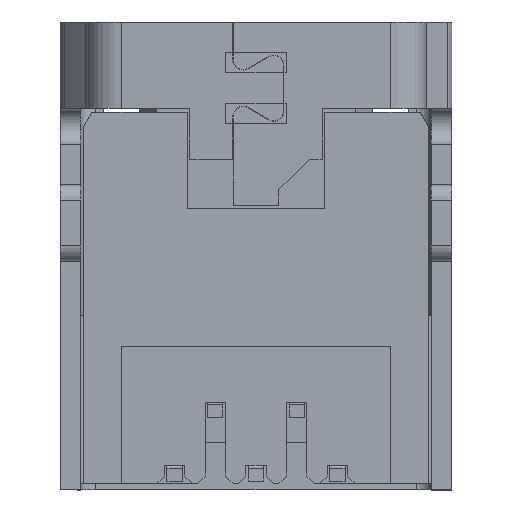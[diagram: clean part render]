
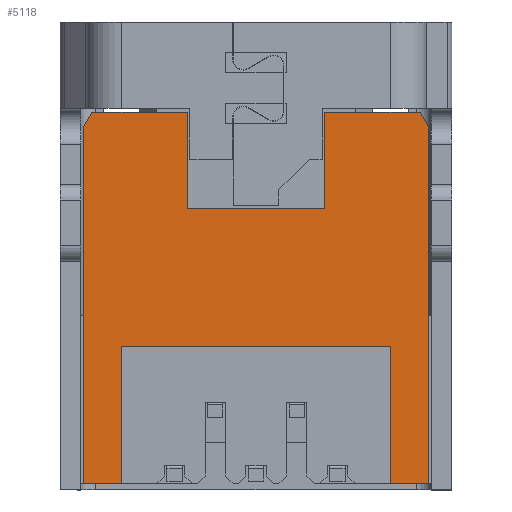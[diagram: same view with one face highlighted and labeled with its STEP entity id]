
A CAD part, front view. The second image highlights one B-rep face of the part: STEP entity #5118.
In plain terms, the highlighted face is planar.
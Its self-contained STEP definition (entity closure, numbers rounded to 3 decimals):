
#124 = VERTEX_POINT ( 'NONE', #5030 ) ;
#170 = ORIENTED_EDGE ( 'NONE', *, *, #2744, .T. ) ;
#462 = ORIENTED_EDGE ( 'NONE', *, *, #4765, .T. ) ;
#797 = VECTOR ( 'NONE', #22072, 1000. ) ;
#1945 = CARTESIAN_POINT ( 'NONE',  ( 6., -7.25, 1.85 ) ) ;
#2130 = CARTESIAN_POINT ( 'NONE',  ( 1.35, -5.35, 1.85 ) ) ;
#2744 = EDGE_CURVE ( 'NONE', #16187, #14655, #6704, .T. ) ;
#2879 = LINE ( 'NONE', #10812, #23225 ) ;
#3004 = VERTEX_POINT ( 'NONE', #22939 ) ;
#3074 = CARTESIAN_POINT ( 'NONE',  ( 3.227, -7.25, 1.85 ) ) ;
#3296 = EDGE_CURVE ( 'NONE', #14655, #19482, #16285, .T. ) ;
#3582 = CARTESIAN_POINT ( 'NONE',  ( 3.227, -7.25, 1.85 ) ) ;
#3721 = VERTEX_POINT ( 'NONE', #8485 ) ;
#3763 = EDGE_CURVE ( 'NONE', #3004, #25810, #16890, .T. ) ;
#4008 = CARTESIAN_POINT ( 'NONE',  ( -3.4, 0.05, 1.85 ) ) ;
#4431 = VECTOR ( 'NONE', #22040, 1000. ) ;
#4765 = EDGE_CURVE ( 'NONE', #14376, #10257, #18533, .T. ) ;
#5030 = CARTESIAN_POINT ( 'NONE',  ( -3.227, -7.25, 1.85 ) ) ;
#5118 = ADVANCED_FACE ( 'NONE', ( #22043 ), #18395, .T. ) ;
#5136 = CARTESIAN_POINT ( 'NONE',  ( 6., -2.65, 1.85 ) ) ;
#5155 = VECTOR ( 'NONE', #11545, 1000. ) ;
#5223 = EDGE_CURVE ( 'NONE', #18253, #16160, #24985, .T. ) ;
#5435 = CARTESIAN_POINT ( 'NONE',  ( -2.65, 0.05, 1.85 ) ) ;
#5534 = CARTESIAN_POINT ( 'NONE',  ( -1.35, -7.25, 1.85 ) ) ;
#5719 = EDGE_CURVE ( 'NONE', #16187, #3721, #13813, .T. ) ;
#6179 = DIRECTION ( 'NONE',  ( 0., 1., 0. ) ) ;
#6554 = LINE ( 'NONE', #1945, #10521 ) ;
#6703 = LINE ( 'NONE', #20833, #17586 ) ;
#6704 = LINE ( 'NONE', #7278, #4431 ) ;
#7208 = VECTOR ( 'NONE', #24071, 1000. ) ;
#7278 = CARTESIAN_POINT ( 'NONE',  ( 6., -7.25, 1.85 ) ) ;
#8239 = DIRECTION ( 'NONE',  ( -1., 0., 0. ) ) ;
#8344 = AXIS2_PLACEMENT_3D ( 'NONE', #22456, #14259, #22718 ) ;
#8485 = CARTESIAN_POINT ( 'NONE',  ( 3.4, -6.95, 1.85 ) ) ;
#8877 = VECTOR ( 'NONE', #14819, 1000. ) ;
#9432 = VECTOR ( 'NONE', #21726, 1000. ) ;
#10257 = VERTEX_POINT ( 'NONE', #13084 ) ;
#10521 = VECTOR ( 'NONE', #23069, 1000. ) ;
#10812 = CARTESIAN_POINT ( 'NONE',  ( 2.65, -7.25, 1.85 ) ) ;
#10891 = LINE ( 'NONE', #12142, #21693 ) ;
#11545 = DIRECTION ( 'NONE',  ( -1., 0., 0. ) ) ;
#11908 = CARTESIAN_POINT ( 'NONE',  ( -1.35, -5.35, 1.85 ) ) ;
#12142 = CARTESIAN_POINT ( 'NONE',  ( 3.4, -7.25, 1.85 ) ) ;
#12251 = ORIENTED_EDGE ( 'NONE', *, *, #13323, .F. ) ;
#12282 = VECTOR ( 'NONE', #26647, 1000. ) ;
#12485 = DIRECTION ( 'NONE',  ( 0., 1., 0. ) ) ;
#12825 = CARTESIAN_POINT ( 'NONE',  ( -2.65, -7.25, 1.85 ) ) ;
#12974 = ORIENTED_EDGE ( 'NONE', *, *, #3763, .T. ) ;
#13084 = CARTESIAN_POINT ( 'NONE',  ( -1.35, -7.25, 1.85 ) ) ;
#13323 = EDGE_CURVE ( 'NONE', #22859, #27053, #6703, .T. ) ;
#13708 = EDGE_CURVE ( 'NONE', #16005, #25810, #22074, .T. ) ;
#13813 = LINE ( 'NONE', #3074, #7208 ) ;
#14103 = CARTESIAN_POINT ( 'NONE',  ( 2.65, -2.65, 1.85 ) ) ;
#14259 = DIRECTION ( 'NONE',  ( 0., 0., -1. ) ) ;
#14376 = VERTEX_POINT ( 'NONE', #11908 ) ;
#14602 = CARTESIAN_POINT ( 'NONE',  ( -3.4, -7.25, 1.85 ) ) ;
#14655 = VERTEX_POINT ( 'NONE', #17860 ) ;
#14819 = DIRECTION ( 'NONE',  ( 0.5, -0.866, 0. ) ) ;
#15059 = LINE ( 'NONE', #18088, #5155 ) ;
#15093 = CARTESIAN_POINT ( 'NONE',  ( -3.4, -6.95, 1.85 ) ) ;
#15216 = ORIENTED_EDGE ( 'NONE', *, *, #5223, .T. ) ;
#15465 = DIRECTION ( 'NONE',  ( 1., 0., 0. ) ) ;
#15494 = EDGE_CURVE ( 'NONE', #19482, #14376, #15059, .T. ) ;
#16005 = VERTEX_POINT ( 'NONE', #5435 ) ;
#16160 = VERTEX_POINT ( 'NONE', #14103 ) ;
#16187 = VERTEX_POINT ( 'NONE', #3582 ) ;
#16285 = LINE ( 'NONE', #25557, #25419 ) ;
#16549 = DIRECTION ( 'NONE',  ( 0., -1., 0. ) ) ;
#16890 = LINE ( 'NONE', #14602, #23678 ) ;
#17586 = VECTOR ( 'NONE', #8239, 1000. ) ;
#17675 = EDGE_LOOP ( 'NONE', ( #27125, #12251, #20358, #22090, #170, #22095, #25197, #462, #24419, #20239, #12974, #24437, #18832, #15216 ) ) ;
#17860 = CARTESIAN_POINT ( 'NONE',  ( 1.35, -7.25, 1.85 ) ) ;
#18088 = CARTESIAN_POINT ( 'NONE',  ( 6., -5.35, 1.85 ) ) ;
#18253 = VERTEX_POINT ( 'NONE', #22908 ) ;
#18395 = PLANE ( 'NONE',  #8344 ) ;
#18533 = LINE ( 'NONE', #5534, #12282 ) ;
#18832 = ORIENTED_EDGE ( 'NONE', *, *, #25070, .T. ) ;
#19348 = DIRECTION ( 'NONE',  ( 0., 1., 0. ) ) ;
#19482 = VERTEX_POINT ( 'NONE', #2130 ) ;
#19809 = EDGE_CURVE ( 'NONE', #22859, #3721, #10891, .T. ) ;
#20166 = CARTESIAN_POINT ( 'NONE',  ( 6., 0.05, 1.85 ) ) ;
#20239 = ORIENTED_EDGE ( 'NONE', *, *, #23804, .F. ) ;
#20358 = ORIENTED_EDGE ( 'NONE', *, *, #19809, .T. ) ;
#20684 = EDGE_CURVE ( 'NONE', #16160, #27053, #2879, .T. ) ;
#20833 = CARTESIAN_POINT ( 'NONE',  ( 6., 0.05, 1.85 ) ) ;
#21378 = CARTESIAN_POINT ( 'NONE',  ( 2.65, 0.05, 1.85 ) ) ;
#21693 = VECTOR ( 'NONE', #16549, 1000. ) ;
#21726 = DIRECTION ( 'NONE',  ( 0., -1., 0. ) ) ;
#22004 = LINE ( 'NONE', #15093, #8877 ) ;
#22040 = DIRECTION ( 'NONE',  ( -1., 0., 0. ) ) ;
#22043 = FACE_OUTER_BOUND ( 'NONE', #17675, .T. ) ;
#22072 = DIRECTION ( 'NONE',  ( -1., 0., 0. ) ) ;
#22074 = LINE ( 'NONE', #20166, #797 ) ;
#22090 = ORIENTED_EDGE ( 'NONE', *, *, #5719, .F. ) ;
#22095 = ORIENTED_EDGE ( 'NONE', *, *, #3296, .T. ) ;
#22456 = CARTESIAN_POINT ( 'NONE',  ( 6., -7.25, 1.85 ) ) ;
#22718 = DIRECTION ( 'NONE',  ( -1., 0., 0. ) ) ;
#22859 = VERTEX_POINT ( 'NONE', #23312 ) ;
#22908 = CARTESIAN_POINT ( 'NONE',  ( -2.65, -2.65, 1.85 ) ) ;
#22939 = CARTESIAN_POINT ( 'NONE',  ( -3.4, -6.95, 1.85 ) ) ;
#23069 = DIRECTION ( 'NONE',  ( -1., 0., 0. ) ) ;
#23201 = LINE ( 'NONE', #12825, #9432 ) ;
#23225 = VECTOR ( 'NONE', #12485, 1000. ) ;
#23312 = CARTESIAN_POINT ( 'NONE',  ( 3.4, 0.05, 1.85 ) ) ;
#23678 = VECTOR ( 'NONE', #6179, 1000. ) ;
#23804 = EDGE_CURVE ( 'NONE', #3004, #124, #22004, .T. ) ;
#24071 = DIRECTION ( 'NONE',  ( 0.5, 0.866, 0. ) ) ;
#24419 = ORIENTED_EDGE ( 'NONE', *, *, #25563, .T. ) ;
#24437 = ORIENTED_EDGE ( 'NONE', *, *, #13708, .F. ) ;
#24985 = LINE ( 'NONE', #5136, #26316 ) ;
#25070 = EDGE_CURVE ( 'NONE', #16005, #18253, #23201, .T. ) ;
#25197 = ORIENTED_EDGE ( 'NONE', *, *, #15494, .T. ) ;
#25419 = VECTOR ( 'NONE', #19348, 1000. ) ;
#25557 = CARTESIAN_POINT ( 'NONE',  ( 1.35, -7.25, 1.85 ) ) ;
#25563 = EDGE_CURVE ( 'NONE', #10257, #124, #6554, .T. ) ;
#25810 = VERTEX_POINT ( 'NONE', #4008 ) ;
#26316 = VECTOR ( 'NONE', #15465, 1000. ) ;
#26647 = DIRECTION ( 'NONE',  ( 0., -1., 0. ) ) ;
#27053 = VERTEX_POINT ( 'NONE', #21378 ) ;
#27125 = ORIENTED_EDGE ( 'NONE', *, *, #20684, .T. ) ;
